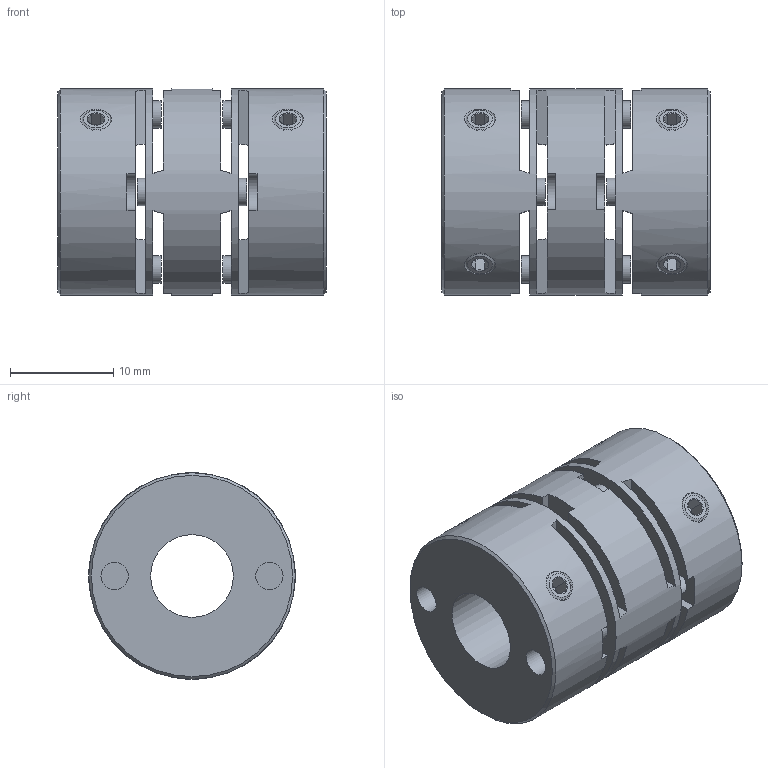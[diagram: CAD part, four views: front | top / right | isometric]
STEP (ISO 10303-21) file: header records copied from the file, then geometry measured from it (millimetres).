
FILE_DESCRIPTION(/* description */ ('STEP AP203'),/* implementation_level */ '2;1');
FILE_NAME(/* name */ 'MCGL20-8-10',/* time_stamp */ '2023-12-09T13:23:39+01:00',/* author */ ('License CC BY-ND 4.0'),/* organization */ ('CADENAS'),/* preprocessor_version */ 'ST-DEVELOPER v19.3',/* originating_system */ 'PARTsolutions',/* authorisation */ ' ');
FILE_SCHEMA (('CONFIG_CONTROL_DESIGN'));
Length unit declared in the file: millimetre
Products named in the file (3): MCGL20-8-10; Hexagon socket set screw with flat point DIN 913 - M3x5; MCGL20-8-10_p
Assembly tree (5 placements, depth 2):
  MCGL20-8-10
    Hexagon socket set screw with flat point DIN 913 - M3x5  x4
    MCGL20-8-10_p
Bounding box: 26 x 20 x 20 mm (x, y, z)
Volume: 5538.7 mm3; surface area: 5003.3 mm2
Topology: 5 solids, 5 shells, 173 faces, 408 edges, 254 vertices
Faces by surface type: plane 95, cylinder 40, cone 38
Full cylindrical faces by diameter (mm): 2.459 x4, 2.65 x12, 3 x4, 8 x1, 8.1 x1, 9 x2, 10 x1, 20 x1
Entity records: 3695 total; most frequent: CARTESIAN_POINT 685, DIRECTION 652, ORIENTED_EDGE 538, AXIS2_PLACEMENT_3D 272, EDGE_CURVE 269, VERTEX_POINT 193, EDGE_LOOP 192, FACE_BOUND 192
